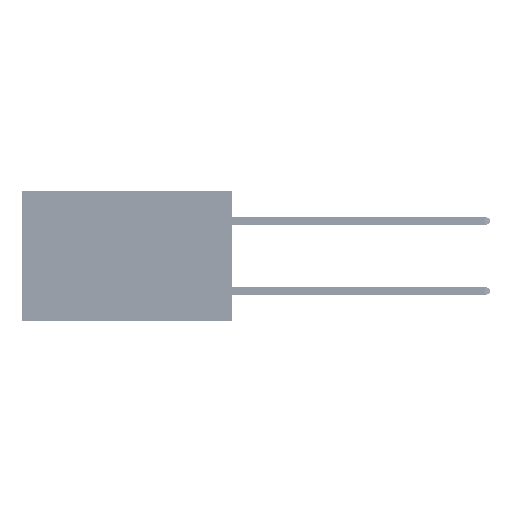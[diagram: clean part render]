
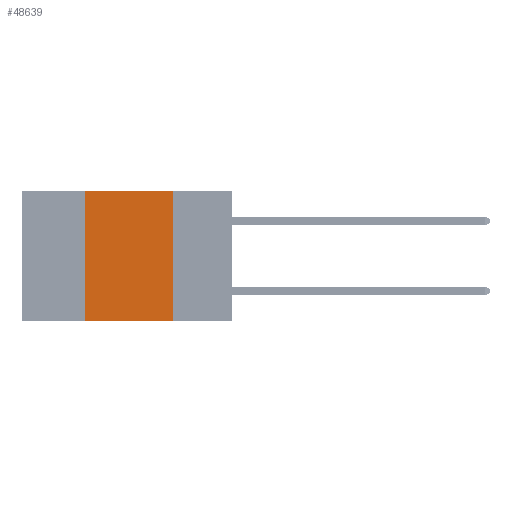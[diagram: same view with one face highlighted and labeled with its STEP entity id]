
A CAD part, left-side view. The second image highlights one B-rep face of the part: STEP entity #48639.
In plain terms, the highlighted planar face has unit normal (-1, 0, 0).
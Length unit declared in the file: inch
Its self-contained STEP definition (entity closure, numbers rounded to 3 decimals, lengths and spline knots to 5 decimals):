
#859 = LINE ( 'NONE', #13861, #31556 ) ;
#4058 = LINE ( 'NONE', #8373, #42778 ) ;
#5259 = VECTOR ( 'NONE', #14459, 39.37008 ) ;
#6278 = CARTESIAN_POINT ( 'NONE',  ( 0., 0.42, -0.37 ) ) ;
#6364 = EDGE_LOOP ( 'NONE', ( #39292, #42771, #27250, #12971 ) ) ;
#8373 = CARTESIAN_POINT ( 'NONE',  ( 0., 0.6, 0. ) ) ;
#9923 = CARTESIAN_POINT ( 'NONE',  ( 0., 0.6, -0.37 ) ) ;
#12971 = ORIENTED_EDGE ( 'NONE', *, *, #31583, .T. ) ;
#13861 = CARTESIAN_POINT ( 'NONE',  ( 0., 0.42, 0. ) ) ;
#14459 = DIRECTION ( 'NONE',  ( 0., 0., -1. ) ) ;
#14619 = EDGE_CURVE ( 'NONE', #45351, #38815, #859, .T. ) ;
#15985 = LINE ( 'NONE', #46105, #5259 ) ;
#16306 = CARTESIAN_POINT ( 'NONE',  ( 0., 0.17, -0.37 ) ) ;
#16670 = PLANE ( 'NONE',  #35300 ) ;
#17877 = DIRECTION ( 'NONE',  ( 0., 0., 1. ) ) ;
#20703 = DIRECTION ( 'NONE',  ( 1., 0., 0. ) ) ;
#27250 = ORIENTED_EDGE ( 'NONE', *, *, #14619, .F. ) ;
#29608 = EDGE_CURVE ( 'NONE', #47925, #43755, #15985, .T. ) ;
#31556 = VECTOR ( 'NONE', #17877, 39.37008 ) ;
#31583 = EDGE_CURVE ( 'NONE', #45351, #43755, #48116, .T. ) ;
#35040 = VECTOR ( 'NONE', #49581, 39.37008 ) ;
#35300 = AXIS2_PLACEMENT_3D ( 'NONE', #44482, #20703, #48470 ) ;
#36439 = DIRECTION ( 'NONE',  ( 0., -1., 0. ) ) ;
#36945 = EDGE_CURVE ( 'NONE', #38815, #47925, #4058, .T. ) ;
#38815 = VERTEX_POINT ( 'NONE', #51353 ) ;
#39292 = ORIENTED_EDGE ( 'NONE', *, *, #29608, .F. ) ;
#40031 = CARTESIAN_POINT ( 'NONE',  ( 0., 0.17, 0. ) ) ;
#42771 = ORIENTED_EDGE ( 'NONE', *, *, #36945, .F. ) ;
#42778 = VECTOR ( 'NONE', #36439, 39.37008 ) ;
#43755 = VERTEX_POINT ( 'NONE', #16306 ) ;
#44482 = CARTESIAN_POINT ( 'NONE',  ( 0., 0.6, 0. ) ) ;
#45351 = VERTEX_POINT ( 'NONE', #6278 ) ;
#46105 = CARTESIAN_POINT ( 'NONE',  ( 0., 0.17, 0. ) ) ;
#46108 = FACE_OUTER_BOUND ( 'NONE', #6364, .T. ) ;
#47925 = VERTEX_POINT ( 'NONE', #40031 ) ;
#48116 = LINE ( 'NONE', #9923, #35040 ) ;
#48470 = DIRECTION ( 'NONE',  ( 0., 0., -1. ) ) ;
#48639 = ADVANCED_FACE ( 'NONE', ( #46108 ), #16670, .F. ) ;
#49581 = DIRECTION ( 'NONE',  ( 0., -1., 0. ) ) ;
#51353 = CARTESIAN_POINT ( 'NONE',  ( 0., 0.42, 0. ) ) ;
